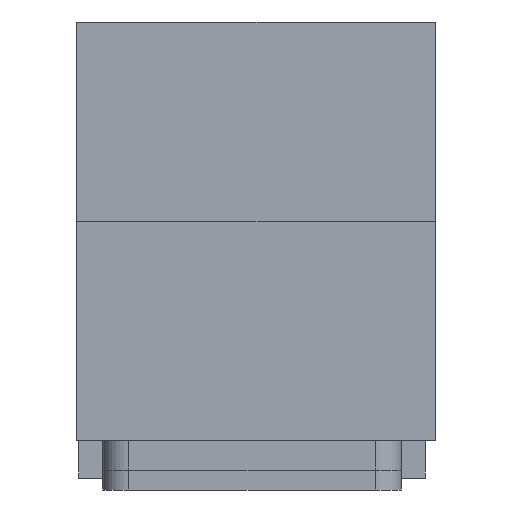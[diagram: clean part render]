
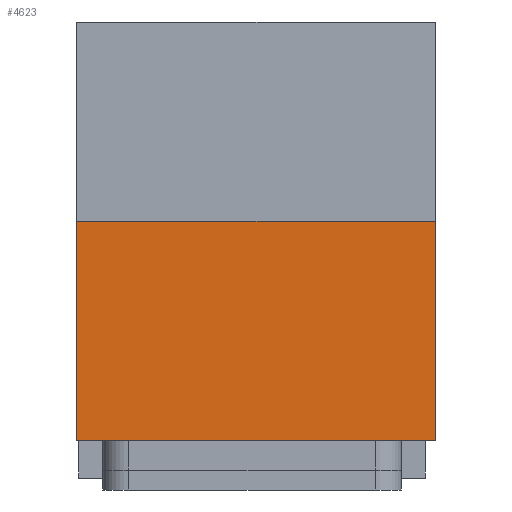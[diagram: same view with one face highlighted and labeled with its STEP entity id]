
A CAD part, left-side view. The second image highlights one B-rep face of the part: STEP entity #4623.
In plain terms, the highlighted planar face has unit normal (-1, 0, 0).
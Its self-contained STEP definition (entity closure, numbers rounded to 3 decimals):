
#4500=CARTESIAN_POINT('',(115.,263.,110.));
#4501=VERTEX_POINT('',#4500);
#4510=CARTESIAN_POINT('',(115.,83.,110.));
#4511=VERTEX_POINT('',#4510);
#4512=CARTESIAN_POINT('',(115.,83.,110.));
#4513=DIRECTION('',(0.,1.,0.));
#4514=VECTOR('',#4513,180.);
#4515=LINE('',#4512,#4514);
#4516=EDGE_CURVE('',#4511,#4501,#4515,.T.);
#4574=CARTESIAN_POINT('',(115.,263.,0.));
#4575=VERTEX_POINT('',#4574);
#4584=CARTESIAN_POINT('',(115.,263.,110.));
#4585=DIRECTION('',(0.,0.,-1.));
#4586=VECTOR('',#4585,110.);
#4587=LINE('',#4584,#4586);
#4588=EDGE_CURVE('',#4501,#4575,#4587,.T.);
#4600=CARTESIAN_POINT('',(115.,173.,150.));
#4601=DIRECTION('',(-1.,0.,0.));
#4602=DIRECTION('',(0.,0.,1.));
#4603=AXIS2_PLACEMENT_3D('',#4600,#4601,#4602);
#4604=PLANE('',#4603);
#4605=CARTESIAN_POINT('',(115.,83.,0.));
#4606=VERTEX_POINT('',#4605);
#4607=CARTESIAN_POINT('',(115.,83.,0.));
#4608=DIRECTION('',(0.,1.,0.));
#4609=VECTOR('',#4608,180.);
#4610=LINE('',#4607,#4609);
#4611=EDGE_CURVE('',#4606,#4575,#4610,.T.);
#4612=ORIENTED_EDGE('',*,*,#4611,.F.);
#4613=CARTESIAN_POINT('',(115.,83.,110.));
#4614=DIRECTION('',(0.,0.,-1.));
#4615=VECTOR('',#4614,110.);
#4616=LINE('',#4613,#4615);
#4617=EDGE_CURVE('',#4511,#4606,#4616,.T.);
#4618=ORIENTED_EDGE('',*,*,#4617,.F.);
#4619=ORIENTED_EDGE('',*,*,#4516,.T.);
#4620=ORIENTED_EDGE('',*,*,#4588,.T.);
#4621=EDGE_LOOP('',(#4612,#4618,#4619,#4620));
#4622=FACE_BOUND('',#4621,.T.);
#4623=ADVANCED_FACE('',(#4622),#4604,.T.);
